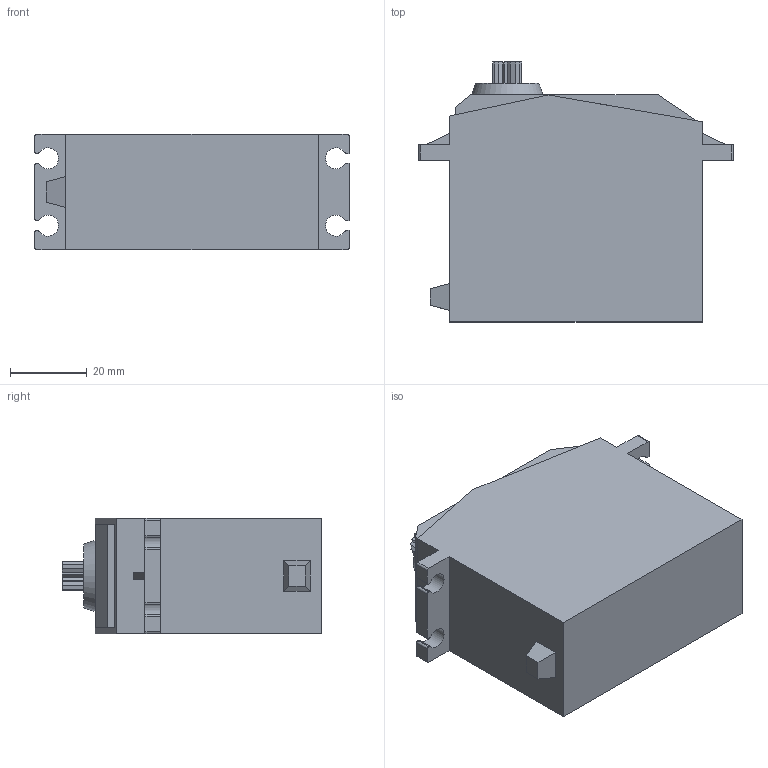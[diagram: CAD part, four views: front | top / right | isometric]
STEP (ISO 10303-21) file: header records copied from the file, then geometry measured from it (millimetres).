
FILE_DESCRIPTION(/* description */ (''),/* implementation_level */ '2;1');
FILE_NAME(/* name */ 'Savox SV0236MG.stp',/* time_stamp */ '2021-06-10T10:59:39+02:00',/* author */ ('Evžen'),/* organization */ (''),/* preprocessor_version */ 'ST-DEVELOPER v17.2',/* originating_system */ 'Autodesk Inventor 2019',/* authorisation */ '');
FILE_SCHEMA (('AUTOMOTIVE_DESIGN { 1 0 10303 214 3 1 1 }'));
Length unit declared in the file: millimetre
Products named in the file (1): K-02166
Bounding box: 81.8 x 67.7 x 30 mm (x, y, z)
Volume: 117107.8 mm3; surface area: 16453.9 mm2
Topology: 1 solids, 1 shells, 99 faces, 280 edges, 186 vertices
Faces by surface type: plane 78, cylinder 20, cone 1
Entity records: 3245 total; most frequent: CARTESIAN_POINT 566, ORIENTED_EDGE 560, DIRECTION 524, EDGE_CURVE 280, LINE 236, VECTOR 236, VERTEX_POINT 186, AXIS2_PLACEMENT_3D 144
